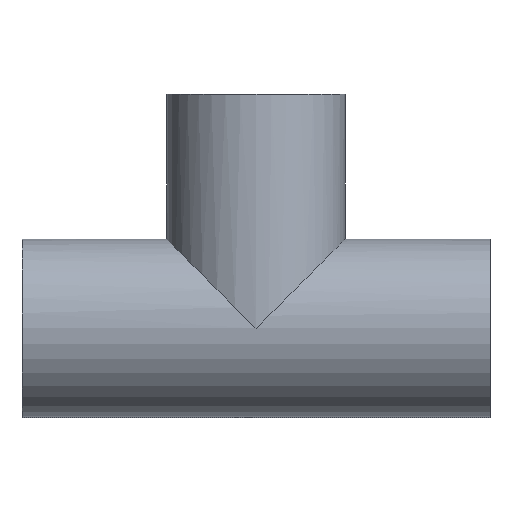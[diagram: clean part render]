
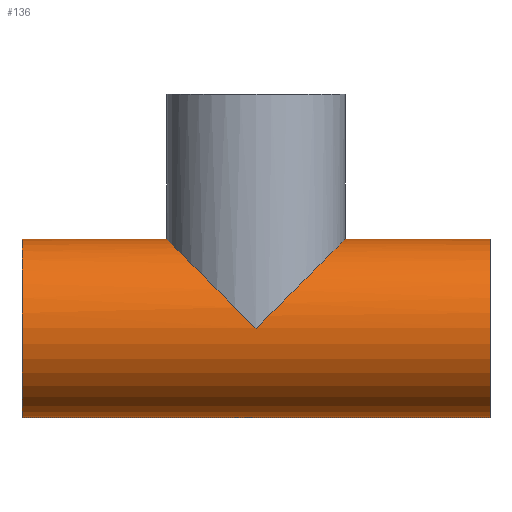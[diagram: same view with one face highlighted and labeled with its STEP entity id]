
A CAD part, front view. The second image highlights one B-rep face of the part: STEP entity #136.
In plain terms, the highlighted cylindrical face has radius 50.8 mm (diameter 101.6 mm), a full revolution.
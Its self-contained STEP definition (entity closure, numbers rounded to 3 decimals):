
#25=FACE_OUTER_BOUND('',#33,.T.);
#33=EDGE_LOOP('',(#115,#116,#117,#118,#119,#120,#121,#122,#123));
#41=ELLIPSE('',#166,71.842,50.8);
#42=ELLIPSE('',#167,71.842,50.8);
#43=ELLIPSE('',#168,71.842,50.8);
#48=LINE('',#256,#54);
#49=LINE('',#258,#55);
#54=VECTOR('',#216,50.8);
#55=VECTOR('',#217,50.8);
#60=CIRCLE('',#174,50.8);
#61=CIRCLE('',#175,50.8);
#67=VERTEX_POINT('',#238);
#68=VERTEX_POINT('',#240);
#69=VERTEX_POINT('',#242);
#72=VERTEX_POINT('',#254);
#73=VERTEX_POINT('',#257);
#81=EDGE_CURVE('',#68,#67,#41,.T.);
#82=EDGE_CURVE('',#69,#68,#42,.T.);
#83=EDGE_CURVE('',#67,#69,#43,.T.);
#88=EDGE_CURVE('',#72,#72,#60,.T.);
#89=EDGE_CURVE('',#72,#68,#48,.T.);
#90=EDGE_CURVE('',#68,#73,#49,.T.);
#91=EDGE_CURVE('',#73,#73,#61,.T.);
#115=ORIENTED_EDGE('',*,*,#88,.F.);
#116=ORIENTED_EDGE('',*,*,#89,.T.);
#117=ORIENTED_EDGE('',*,*,#90,.T.);
#118=ORIENTED_EDGE('',*,*,#91,.F.);
#119=ORIENTED_EDGE('',*,*,#90,.F.);
#120=ORIENTED_EDGE('',*,*,#81,.T.);
#121=ORIENTED_EDGE('',*,*,#83,.T.);
#122=ORIENTED_EDGE('',*,*,#82,.T.);
#123=ORIENTED_EDGE('',*,*,#89,.F.);
#131=CYLINDRICAL_SURFACE('',#173,50.8);
#136=ADVANCED_FACE('',(#25),#131,.T.);
#166=AXIS2_PLACEMENT_3D('',#241,#196,#197);
#167=AXIS2_PLACEMENT_3D('',#243,#198,#199);
#168=AXIS2_PLACEMENT_3D('',#244,#200,#201);
#173=AXIS2_PLACEMENT_3D('',#253,#212,#213);
#174=AXIS2_PLACEMENT_3D('',#255,#214,#215);
#175=AXIS2_PLACEMENT_3D('',#259,#218,#219);
#196=DIRECTION('center_axis',(-0.707,0.,-0.707));
#197=DIRECTION('ref_axis',(0.707,0.,-0.707));
#198=DIRECTION('center_axis',(0.707,0.,-0.707));
#199=DIRECTION('ref_axis',(0.707,0.,0.707));
#200=DIRECTION('center_axis',(-0.707,0.,-0.707));
#201=DIRECTION('ref_axis',(0.707,0.,-0.707));
#212=DIRECTION('center_axis',(1.,0.,0.));
#213=DIRECTION('ref_axis',(0.,1.,0.));
#214=DIRECTION('center_axis',(1.,0.,0.));
#215=DIRECTION('ref_axis',(0.,1.,0.));
#216=DIRECTION('',(-1.,0.,0.));
#217=DIRECTION('',(-1.,0.,0.));
#218=DIRECTION('center_axis',(-1.,0.,0.));
#219=DIRECTION('ref_axis',(0.,1.,0.));
#238=CARTESIAN_POINT('',(-50.8,0.,50.8));
#240=CARTESIAN_POINT('',(0.,-50.8,0.));
#241=CARTESIAN_POINT('Origin',(0.,0.,0.));
#242=CARTESIAN_POINT('',(0.,50.8,0.));
#243=CARTESIAN_POINT('Origin',(0.,0.,0.));
#244=CARTESIAN_POINT('Origin',(0.,0.,0.));
#253=CARTESIAN_POINT('Origin',(0.,0.,0.));
#254=CARTESIAN_POINT('',(133.4,-50.8,0.));
#255=CARTESIAN_POINT('Origin',(133.4,0.,0.));
#256=CARTESIAN_POINT('',(0.,-50.8,0.));
#257=CARTESIAN_POINT('',(-133.4,-50.8,0.));
#258=CARTESIAN_POINT('',(0.,-50.8,0.));
#259=CARTESIAN_POINT('Origin',(-133.4,0.,0.));
